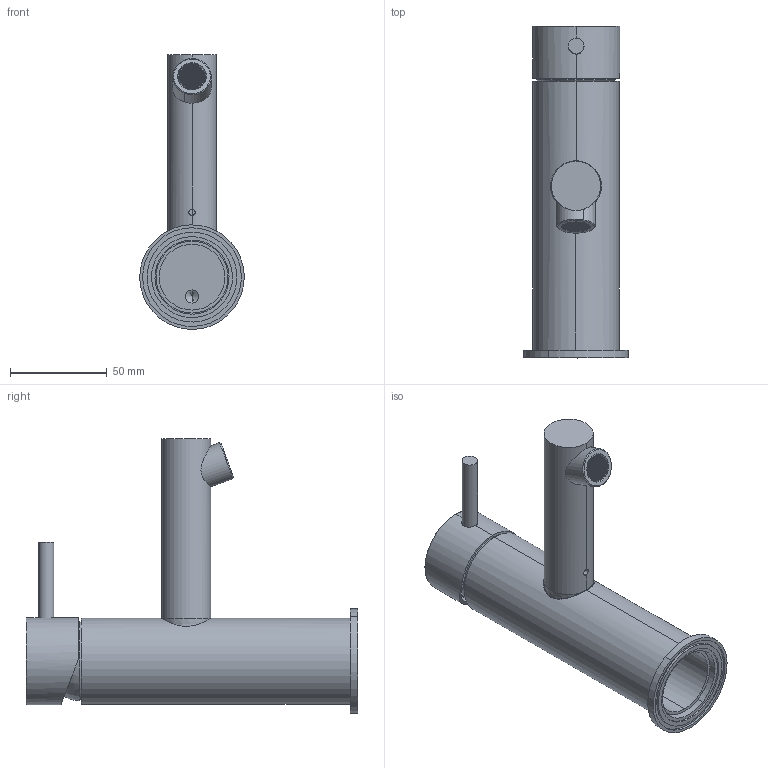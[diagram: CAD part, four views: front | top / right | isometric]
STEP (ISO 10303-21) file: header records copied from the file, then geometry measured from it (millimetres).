
FILE_DESCRIPTION (( 'STEP AP214' ), '1' );
FILE_NAME ('SUSSEX_SCALA_SBM_basin_mixer_shell.STEP', '2021-05-12T23:57:14', ( '' ), ( '' ), 'SwSTEP 2.0', 'SolidWorks 2020', '' );
FILE_SCHEMA (( 'AUTOMOTIVE_DESIGN' ));
Length unit declared in the file: millimetre
Products named in the file (1): SUSSEX_SCALA_SBM_basin_mixer_shell
Bounding box: 53.98 x 171.4 x 141.92 mm (x, y, z)
Volume: 180730.3 mm3; surface area: 71079.1 mm2
Topology: 9 solids, 9 shells, 2200 faces, 6546 edges, 4316 vertices
Faces by surface type: plane 1915, cylinder 139, cone 70, bspline 68, torus 8
Entity records: 81942 total; most frequent: CARTESIAN_POINT 21207, ORIENTED_EDGE 13076, DIRECTION 10984, EDGE_CURVE 6538, VECTOR 5826, LINE 5826, VERTEX_POINT 4316, EDGE_LOOP 2812
